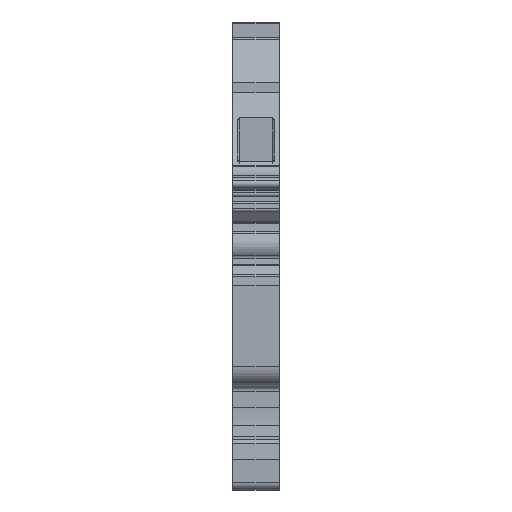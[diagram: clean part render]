
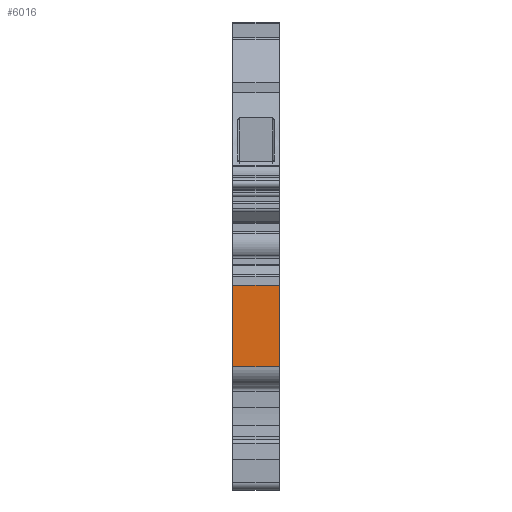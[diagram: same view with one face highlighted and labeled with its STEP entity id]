
A CAD part, left-side view. The second image highlights one B-rep face of the part: STEP entity #6016.
In plain terms, the highlighted planar face has unit normal (-1, 0, 0).
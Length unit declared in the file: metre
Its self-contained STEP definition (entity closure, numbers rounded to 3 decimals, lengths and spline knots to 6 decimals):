
#535=FACE_OUTER_BOUND('',#840,.T.);
#840=EDGE_LOOP('',(#4669,#4670,#4671,#4672));
#1027=LINE('',#8502,#1639);
#1236=LINE('',#9291,#1848);
#1418=LINE('',#9768,#2030);
#1419=LINE('',#9770,#2031);
#1639=VECTOR('',#6778,0.010545);
#1848=VECTOR('',#7361,0.010545);
#2030=VECTOR('',#7851,0.006);
#2031=VECTOR('',#7854,0.006);
#2259=VERTEX_POINT('',#8499);
#2260=VERTEX_POINT('',#8501);
#2652=VERTEX_POINT('',#9288);
#2653=VERTEX_POINT('',#9290);
#2839=EDGE_CURVE('',#2259,#2260,#1027,.T.);
#3234=EDGE_CURVE('',#2653,#2652,#1236,.T.);
#3456=EDGE_CURVE('',#2259,#2653,#1418,.T.);
#3457=EDGE_CURVE('',#2260,#2652,#1419,.T.);
#4669=ORIENTED_EDGE('',*,*,#3234,.T.);
#4670=ORIENTED_EDGE('',*,*,#3457,.F.);
#4671=ORIENTED_EDGE('',*,*,#2839,.F.);
#4672=ORIENTED_EDGE('',*,*,#3456,.T.);
#5495=PLANE('',#6544);
#6016=ADVANCED_FACE('',(#535),#5495,.F.);
#6544=AXIS2_PLACEMENT_3D('',#9769,#7852,#7853);
#6778=DIRECTION('',(0.,0.,1.));
#7361=DIRECTION('',(0.,0.,1.));
#7851=DIRECTION('',(0.,-1.,0.));
#7852=DIRECTION('center_axis',(1.,0.,0.));
#7853=DIRECTION('ref_axis',(0.,0.,-1.));
#7854=DIRECTION('',(0.,-1.,0.));
#8499=CARTESIAN_POINT('',(-0.04295,0.006,0.008734));
#8501=CARTESIAN_POINT('',(-0.04295,0.006,0.019279));
#8502=CARTESIAN_POINT('',(-0.04295,0.006,0.008734));
#9288=CARTESIAN_POINT('',(-0.04295,0.,0.019279));
#9290=CARTESIAN_POINT('',(-0.04295,0.,0.008734));
#9291=CARTESIAN_POINT('',(-0.04295,0.,0.008734));
#9768=CARTESIAN_POINT('',(-0.04295,0.006,0.008734));
#9769=CARTESIAN_POINT('Origin',(-0.04295,0.006,0.008734));
#9770=CARTESIAN_POINT('',(-0.04295,0.006,0.019279));
